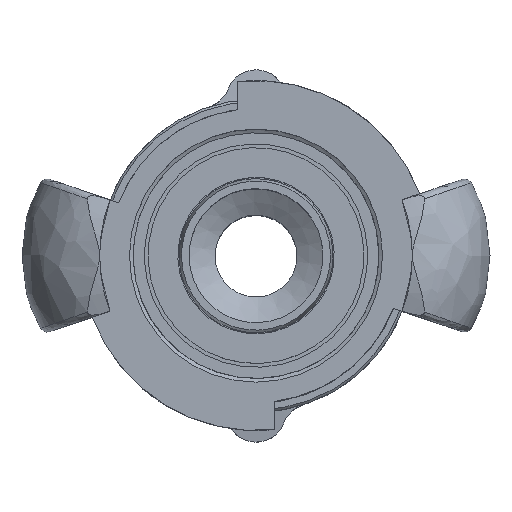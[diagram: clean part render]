
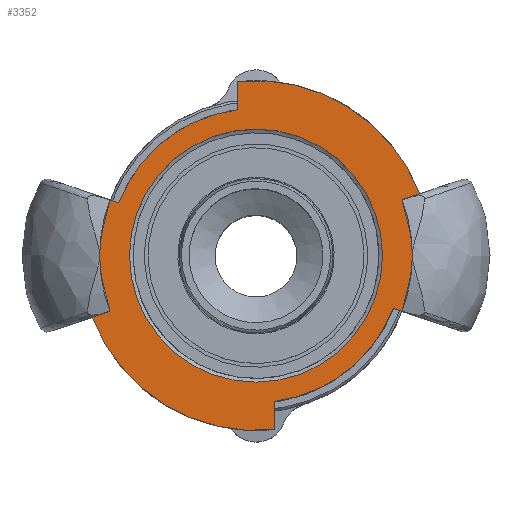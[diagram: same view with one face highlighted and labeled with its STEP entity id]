
A CAD part, top view. The second image highlights one B-rep face of the part: STEP entity #3352.
In plain terms, the highlighted planar face has unit normal (0, 0, 1).
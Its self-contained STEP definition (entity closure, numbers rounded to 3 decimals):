
#136=FACE_BOUND('',#586,.T.);
#174=PLANE('',#3744);
#379=FACE_OUTER_BOUND('',#585,.T.);
#585=EDGE_LOOP('',(#2690,#2691,#2692,#2693,#2694,#2695,#2696,#2697,#2698,
#2699,#2700,#2701));
#586=EDGE_LOOP('',(#2702,#2703));
#730=LINE('',#6245,#871);
#731=LINE('',#6249,#872);
#732=LINE('',#6252,#873);
#733=LINE('',#6254,#874);
#734=LINE('',#6258,#875);
#735=LINE('',#6261,#876);
#871=VECTOR('',#4564,10.);
#872=VECTOR('',#4567,10.);
#873=VECTOR('',#4570,10.);
#874=VECTOR('',#4571,10.);
#875=VECTOR('',#4574,10.);
#876=VECTOR('',#4577,10.);
#1105=CIRCLE('',#3720,17.);
#1106=CIRCLE('',#3721,17.);
#1117=CIRCLE('',#3736,19.75);
#1120=CIRCLE('',#3740,19.75);
#1123=CIRCLE('',#3745,25.5);
#1124=CIRCLE('',#3746,23.497);
#1125=CIRCLE('',#3747,25.5);
#1126=CIRCLE('',#3748,23.5);
#1394=VERTEX_POINT('',#5786);
#1395=VERTEX_POINT('',#5787);
#1420=VERTEX_POINT('',#6129);
#1421=VERTEX_POINT('',#6131);
#1427=VERTEX_POINT('',#6179);
#1428=VERTEX_POINT('',#6181);
#1435=VERTEX_POINT('',#6244);
#1436=VERTEX_POINT('',#6246);
#1437=VERTEX_POINT('',#6248);
#1438=VERTEX_POINT('',#6250);
#1439=VERTEX_POINT('',#6253);
#1440=VERTEX_POINT('',#6255);
#1441=VERTEX_POINT('',#6257);
#1442=VERTEX_POINT('',#6259);
#1824=EDGE_CURVE('',#1394,#1395,#1105,.T.);
#1825=EDGE_CURVE('',#1395,#1394,#1106,.T.);
#1857=EDGE_CURVE('',#1420,#1421,#1117,.T.);
#1865=EDGE_CURVE('',#1427,#1428,#1120,.T.);
#1873=EDGE_CURVE('',#1435,#1427,#730,.T.);
#1874=EDGE_CURVE('',#1436,#1435,#1123,.T.);
#1875=EDGE_CURVE('',#1437,#1436,#731,.T.);
#1876=EDGE_CURVE('',#1437,#1438,#1124,.T.);
#1877=EDGE_CURVE('',#1438,#1421,#732,.T.);
#1878=EDGE_CURVE('',#1439,#1420,#733,.T.);
#1879=EDGE_CURVE('',#1440,#1439,#1125,.T.);
#1880=EDGE_CURVE('',#1441,#1440,#734,.T.);
#1881=EDGE_CURVE('',#1441,#1442,#1126,.T.);
#1882=EDGE_CURVE('',#1442,#1428,#735,.T.);
#2690=ORIENTED_EDGE('',*,*,#1873,.F.);
#2691=ORIENTED_EDGE('',*,*,#1874,.F.);
#2692=ORIENTED_EDGE('',*,*,#1875,.F.);
#2693=ORIENTED_EDGE('',*,*,#1876,.T.);
#2694=ORIENTED_EDGE('',*,*,#1877,.T.);
#2695=ORIENTED_EDGE('',*,*,#1857,.F.);
#2696=ORIENTED_EDGE('',*,*,#1878,.F.);
#2697=ORIENTED_EDGE('',*,*,#1879,.F.);
#2698=ORIENTED_EDGE('',*,*,#1880,.F.);
#2699=ORIENTED_EDGE('',*,*,#1881,.T.);
#2700=ORIENTED_EDGE('',*,*,#1882,.T.);
#2701=ORIENTED_EDGE('',*,*,#1865,.F.);
#2702=ORIENTED_EDGE('',*,*,#1824,.T.);
#2703=ORIENTED_EDGE('',*,*,#1825,.T.);
#3352=ADVANCED_FACE('',(#379,#136),#174,.F.);
#3720=AXIS2_PLACEMENT_3D('',#5788,#4505,#4506);
#3721=AXIS2_PLACEMENT_3D('',#5789,#4507,#4508);
#3736=AXIS2_PLACEMENT_3D('',#6132,#4541,#4542);
#3740=AXIS2_PLACEMENT_3D('',#6182,#4552,#4553);
#3744=AXIS2_PLACEMENT_3D('',#6243,#4562,#4563);
#3745=AXIS2_PLACEMENT_3D('',#6247,#4565,#4566);
#3746=AXIS2_PLACEMENT_3D('',#6251,#4568,#4569);
#3747=AXIS2_PLACEMENT_3D('',#6256,#4572,#4573);
#3748=AXIS2_PLACEMENT_3D('',#6260,#4575,#4576);
#4505=DIRECTION('center_axis',(0.,0.,
-1.));
#4506=DIRECTION('ref_axis',(-1.,0.,0.));
#4507=DIRECTION('center_axis',(0.,0.,
-1.));
#4508=DIRECTION('ref_axis',(-1.,0.,0.));
#4541=DIRECTION('center_axis',(0.,0.,
-1.));
#4542=DIRECTION('ref_axis',(1.,0.,0.));
#4552=DIRECTION('center_axis',(0.,0.,
-1.));
#4553=DIRECTION('ref_axis',(1.,0.,0.));
#4562=DIRECTION('center_axis',(0.,0.,
-1.));
#4563=DIRECTION('ref_axis',(1.,0.,0.));
#4564=DIRECTION('',(0.948,-0.319,0.));
#4565=DIRECTION('center_axis',(0.,0.,
-1.));
#4566=DIRECTION('ref_axis',(0.,1.,0.));
#4567=DIRECTION('',(-0.948,-0.319,0.));
#4568=DIRECTION('center_axis',(0.,0.,
1.));
#4569=DIRECTION('ref_axis',(-0.936,-0.353,0.));
#4570=DIRECTION('',(0.,1.,0.));
#4571=DIRECTION('',(-0.948,0.319,0.));
#4572=DIRECTION('center_axis',(0.,0.,
-1.));
#4573=DIRECTION('ref_axis',(0.,1.,0.));
#4574=DIRECTION('',(0.948,0.319,0.));
#4575=DIRECTION('center_axis',(0.,0.,
1.));
#4576=DIRECTION('ref_axis',(0.936,0.353,0.));
#4577=DIRECTION('',(0.,-1.,0.));
#5786=CARTESIAN_POINT('',(-17.,0.,1.162));
#5787=CARTESIAN_POINT('',(17.,0.,1.162));
#5788=CARTESIAN_POINT('Origin',(0.,0.,
1.162));
#5789=CARTESIAN_POINT('Origin',(0.,0.,
1.162));
#6129=CARTESIAN_POINT('',(18.429,-7.101,1.162));
#6131=CARTESIAN_POINT('',(2.5,-19.591,1.162));
#6132=CARTESIAN_POINT('Origin',(0.,0.,
1.162));
#6179=CARTESIAN_POINT('',(-18.429,7.101,1.162));
#6181=CARTESIAN_POINT('',(-2.5,19.591,1.162));
#6182=CARTESIAN_POINT('Origin',(0.,0.,
1.162));
#6243=CARTESIAN_POINT('Origin',(0.,12.75,1.162));
#6244=CARTESIAN_POINT('',(-23.883,8.937,1.162));
#6245=CARTESIAN_POINT('',(-16.054,6.301,1.162));
#6246=CARTESIAN_POINT('',(-23.883,-8.937,1.162));
#6247=CARTESIAN_POINT('Origin',(0.,0.,
1.162));
#6248=CARTESIAN_POINT('',(-21.984,-8.298,1.162));
#6249=CARTESIAN_POINT('',(-7.151,-3.302,1.162));
#6250=CARTESIAN_POINT('',(2.5,-23.364,1.162));
#6251=CARTESIAN_POINT('Origin',(0.,0.,
1.162));
#6252=CARTESIAN_POINT('',(2.5,0.,1.162));
#6253=CARTESIAN_POINT('',(23.883,-8.937,1.162));
#6254=CARTESIAN_POINT('',(12.197,-5.002,1.162));
#6255=CARTESIAN_POINT('',(23.883,8.937,1.162));
#6256=CARTESIAN_POINT('Origin',(0.,0.,
1.162));
#6257=CARTESIAN_POINT('',(21.986,8.299,1.162));
#6258=CARTESIAN_POINT('',(11.008,4.601,1.162));
#6259=CARTESIAN_POINT('',(-2.5,23.367,1.162));
#6260=CARTESIAN_POINT('Origin',(0.,0.,
1.162));
#6261=CARTESIAN_POINT('',(-2.5,0.,1.162));
